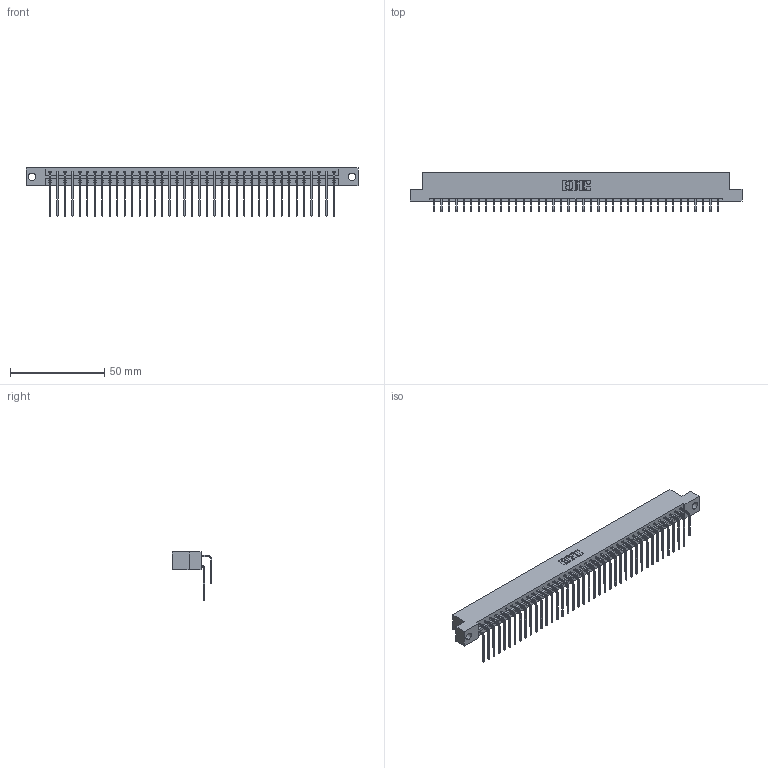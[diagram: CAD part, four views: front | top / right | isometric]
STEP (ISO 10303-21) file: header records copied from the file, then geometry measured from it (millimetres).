
FILE_DESCRIPTION (( 'STEP AP203' ), '1' );
FILE_NAME ('333-078-559-204.STEP', '2018-08-05T00:53:06', ( '' ), ( '' ), 'SwSTEP 2.0', 'SolidWorks 2016', '' );
FILE_SCHEMA (( 'CONFIG_CONTROL_DESIGN' ));
Length unit declared in the file: inch
Products named in the file (4): 333 Part_Flush - .156 Dia - TH; 345-292-001_558 559 Tail - 1; 345-292-001_559 Tail - 2; 333-078-559-204
Assembly tree (79 placements, depth 2):
  333-078-559-204
    333 Part_Flush - .156 Dia - TH
    345-292-001_558 559 Tail - 1  x39
    345-292-001_559 Tail - 2  x39
Bounding box: 176.07 x 20.9 x 25.53 mm (x, y, z)
Volume: 18310.1 mm3; surface area: 23655.5 mm2
Topology: 79 solids, 79 shells, 4326 faces, 12869 edges, 8474 vertices
Faces by surface type: plane 3034, cylinder 1292
Entity records: 27265 total; most frequent: CARTESIAN_POINT 4573, ORIENTED_EDGE 4458, DIRECTION 3893, EDGE_CURVE 2229, VECTOR 2061, LINE 2061, VERTEX_POINT 1482, AXIS2_PLACEMENT_3D 916
